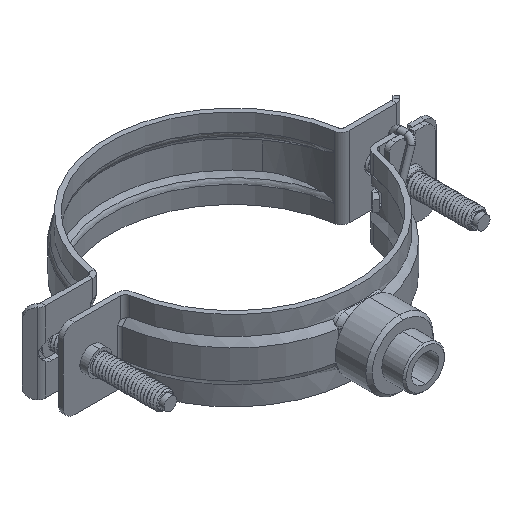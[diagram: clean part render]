
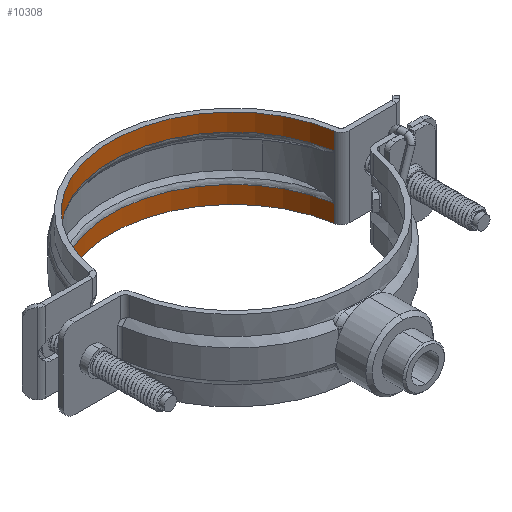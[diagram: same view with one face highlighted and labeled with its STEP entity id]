
A CAD part, isometric view. The second image highlights one B-rep face of the part: STEP entity #10308.
In plain terms, the highlighted cylindrical face has radius 38 mm (diameter 76 mm), a partial arc.
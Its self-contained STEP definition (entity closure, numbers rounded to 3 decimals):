
#122 = DIRECTION ( 'NONE',  ( 0., 0., 1. ) ) ;
#300 = EDGE_CURVE ( 'NONE', #27357, #16882, #6432, .T. ) ;
#1004 = VERTEX_POINT ( 'NONE', #4248 ) ;
#1533 = CARTESIAN_POINT ( 'NONE',  ( 37.536, 5.922, -7.083 ) ) ;
#2347 = CIRCLE ( 'NONE', #3603, 38. ) ;
#2695 = DIRECTION ( 'NONE',  ( 0., 0., -1. ) ) ;
#2774 = CARTESIAN_POINT ( 'NONE',  ( -37.545, 5.864, -12.5 ) ) ;
#3058 = CARTESIAN_POINT ( 'NONE',  ( 37.536, 5.922, 7.083 ) ) ;
#3273 = VECTOR ( 'NONE', #25574, 1000. ) ;
#3414 = EDGE_CURVE ( 'NONE', #29382, #28710, #33203, .T. ) ;
#3519 = DIRECTION ( 'NONE',  ( 0., 0., 1. ) ) ;
#3603 = AXIS2_PLACEMENT_3D ( 'NONE', #11416, #35500, #23971 ) ;
#4248 = CARTESIAN_POINT ( 'NONE',  ( 37.545, 5.864, 12.5 ) ) ;
#4873 = DIRECTION ( 'NONE',  ( 0., 0., 1. ) ) ;
#5067 = CARTESIAN_POINT ( 'NONE',  ( -37.545, 5.864, -12.5 ) ) ;
#6432 = CIRCLE ( 'NONE', #9518, 38. ) ;
#6871 = DIRECTION ( 'NONE',  ( 1., 0., 0. ) ) ;
#7996 = LINE ( 'NONE', #17463, #3273 ) ;
#8112 = CARTESIAN_POINT ( 'NONE',  ( -37.545, 5.864, 7.083 ) ) ;
#8265 = EDGE_CURVE ( 'NONE', #16882, #35146, #21031, .T. ) ;
#9518 = AXIS2_PLACEMENT_3D ( 'NONE', #32012, #2695, #14274 ) ;
#10308 = ADVANCED_FACE ( 'NONE', ( #31106 ), #16821, .F. ) ;
#10467 = ORIENTED_EDGE ( 'NONE', *, *, #19884, .F. ) ;
#10559 = EDGE_CURVE ( 'NONE', #35335, #1004, #2347, .T. ) ;
#11416 = CARTESIAN_POINT ( 'NONE',  ( 0., 0., 12.5 ) ) ;
#12133 = VECTOR ( 'NONE', #3519, 1000. ) ;
#12361 = CARTESIAN_POINT ( 'NONE',  ( -37.545, 5.864, -7.083 ) ) ;
#12518 = CIRCLE ( 'NONE', #13726, 38. ) ;
#12963 = ORIENTED_EDGE ( 'NONE', *, *, #3414, .F. ) ;
#13726 = AXIS2_PLACEMENT_3D ( 'NONE', #27342, #122, #6871 ) ;
#13980 = EDGE_CURVE ( 'NONE', #35146, #28710, #32667, .T. ) ;
#14274 = DIRECTION ( 'NONE',  ( 1., 0., 0. ) ) ;
#14485 = CARTESIAN_POINT ( 'NONE',  ( 37.536, 5.922, 0. ) ) ;
#16624 = DIRECTION ( 'NONE',  ( 1., 0., 0. ) ) ;
#16821 = CYLINDRICAL_SURFACE ( 'NONE', #34393, 38. ) ;
#16882 = VERTEX_POINT ( 'NONE', #3058 ) ;
#17463 = CARTESIAN_POINT ( 'NONE',  ( 37.545, 5.864, -12.5 ) ) ;
#19170 = LINE ( 'NONE', #5067, #21719 ) ;
#19333 = DIRECTION ( 'NONE',  ( 0., 0., 1. ) ) ;
#19884 = EDGE_CURVE ( 'NONE', #21610, #29382, #12518, .T. ) ;
#19935 = DIRECTION ( 'NONE',  ( 0., 0., 1. ) ) ;
#20102 = EDGE_CURVE ( 'NONE', #21610, #1004, #7996, .T. ) ;
#20885 = ORIENTED_EDGE ( 'NONE', *, *, #8265, .T. ) ;
#21031 = LINE ( 'NONE', #14485, #28213 ) ;
#21610 = VERTEX_POINT ( 'NONE', #25347 ) ;
#21719 = VECTOR ( 'NONE', #4873, 1000. ) ;
#22586 = CARTESIAN_POINT ( 'NONE',  ( 0., 0., -7.083 ) ) ;
#23443 = AXIS2_PLACEMENT_3D ( 'NONE', #22586, #19333, #31473 ) ;
#23601 = CARTESIAN_POINT ( 'NONE',  ( -37.545, 5.864, -12.5 ) ) ;
#23971 = DIRECTION ( 'NONE',  ( 1., 0., 0. ) ) ;
#24519 = ORIENTED_EDGE ( 'NONE', *, *, #13980, .T. ) ;
#25002 = EDGE_CURVE ( 'NONE', #27357, #35335, #19170, .T. ) ;
#25347 = CARTESIAN_POINT ( 'NONE',  ( 37.545, 5.864, -12.5 ) ) ;
#25574 = DIRECTION ( 'NONE',  ( 0., 0., 1. ) ) ;
#26831 = DIRECTION ( 'NONE',  ( 0., 0., -1. ) ) ;
#26960 = ORIENTED_EDGE ( 'NONE', *, *, #25002, .F. ) ;
#27342 = CARTESIAN_POINT ( 'NONE',  ( 0., 0., -12.5 ) ) ;
#27357 = VERTEX_POINT ( 'NONE', #8112 ) ;
#28213 = VECTOR ( 'NONE', #26831, 1000. ) ;
#28429 = CARTESIAN_POINT ( 'NONE',  ( 0., 0., -112.996 ) ) ;
#28710 = VERTEX_POINT ( 'NONE', #12361 ) ;
#29138 = CARTESIAN_POINT ( 'NONE',  ( -37.545, 5.864, 12.5 ) ) ;
#29382 = VERTEX_POINT ( 'NONE', #2774 ) ;
#30866 = EDGE_LOOP ( 'NONE', ( #20885, #24519, #12963, #10467, #36418, #35503, #26960, #34747 ) ) ;
#31106 = FACE_OUTER_BOUND ( 'NONE', #30866, .T. ) ;
#31473 = DIRECTION ( 'NONE',  ( 1., 0., 0. ) ) ;
#32012 = CARTESIAN_POINT ( 'NONE',  ( 0., 0., 7.083 ) ) ;
#32667 = CIRCLE ( 'NONE', #23443, 38. ) ;
#33203 = LINE ( 'NONE', #23601, #12133 ) ;
#34393 = AXIS2_PLACEMENT_3D ( 'NONE', #28429, #19935, #16624 ) ;
#34747 = ORIENTED_EDGE ( 'NONE', *, *, #300, .T. ) ;
#35146 = VERTEX_POINT ( 'NONE', #1533 ) ;
#35335 = VERTEX_POINT ( 'NONE', #29138 ) ;
#35500 = DIRECTION ( 'NONE',  ( 0., 0., -1. ) ) ;
#35503 = ORIENTED_EDGE ( 'NONE', *, *, #10559, .F. ) ;
#36418 = ORIENTED_EDGE ( 'NONE', *, *, #20102, .T. ) ;
